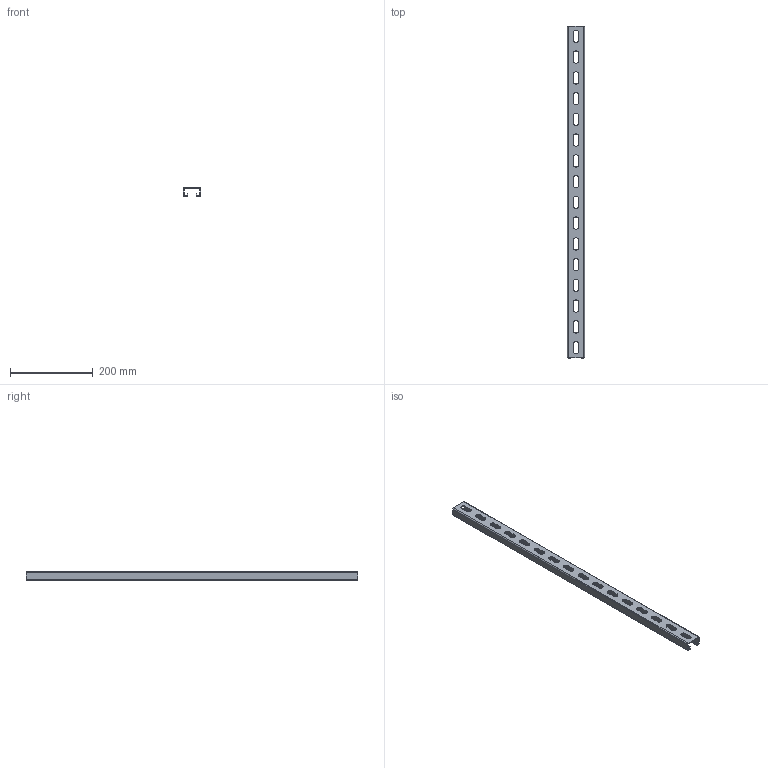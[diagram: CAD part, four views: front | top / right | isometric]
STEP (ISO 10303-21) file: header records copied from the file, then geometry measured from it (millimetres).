
FILE_DESCRIPTION((''),'2;1');
FILE_NAME('620108_PRT','2018-12-05T12:35:45',('tomasz.grudniewski'),(''),'CREO PARAMETRIC BY PTC INC, 2018260','CREO PARAMETRIC BY PTC INC, 2018260','');
FILE_SCHEMA(('CONFIG_CONTROL_DESIGN'));
Length unit declared in the file: millimetre
Products named in the file (1): 620108_PRT
Bounding box: 41 x 800 x 21 mm (x, y, z)
Volume: 116902.5 mm3; surface area: 160379.6 mm2
Topology: 1 solids, 1 shells, 118 faces, 300 edges, 184 vertices
Faces by surface type: plane 74, cylinder 44
Entity records: 3610 total; most frequent: DIRECTION 624, CARTESIAN_POINT 602, ORIENTED_EDGE 600, EDGE_CURVE 300, VECTOR 212, LINE 212, AXIS2_PLACEMENT_3D 206, VERTEX_POINT 184
